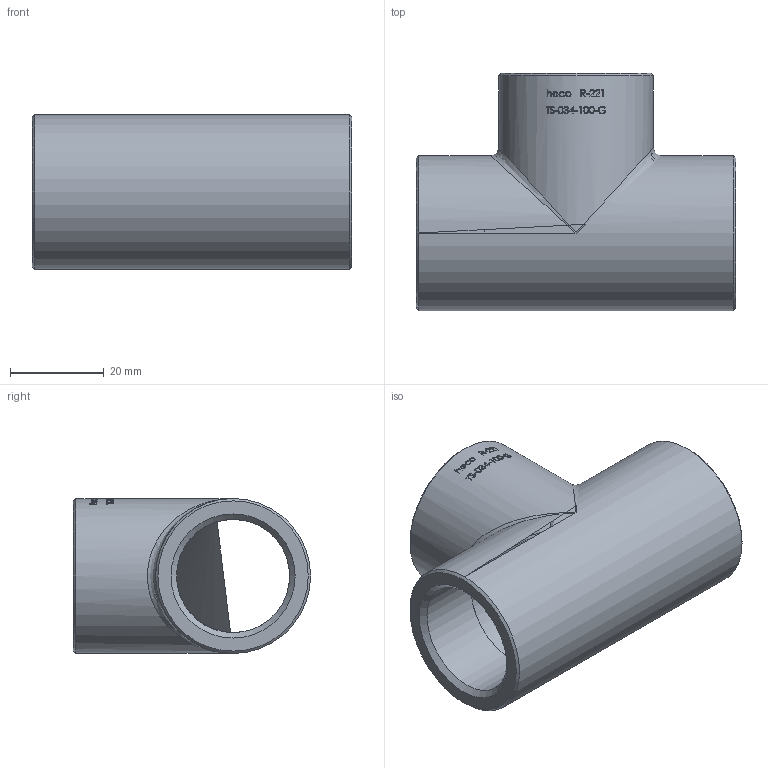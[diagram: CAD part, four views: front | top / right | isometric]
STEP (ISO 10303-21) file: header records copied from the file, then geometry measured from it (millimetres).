
FILE_DESCRIPTION (( 'STEP AP214' ), '1' );
FILE_NAME ('TS-034-100-G R-221 T-Stück 2011.STEP', '2020-11-18T08:29:52', ( '' ), ( '' ), 'SwSTEP 2.0', 'SolidWorks 2019', '' );
FILE_SCHEMA (( 'AUTOMOTIVE_DESIGN' ));
Length unit declared in the file: millimetre
Products named in the file (1): TS-034-100-G R-221 T-Stück 2011
Bounding box: 68 x 50.5 x 33 mm (x, y, z)
Volume: 33185.6 mm3; surface area: 15865.7 mm2
Topology: 1 solids, 1 shells, 51 faces, 262 edges, 235 vertices
Faces by surface type: cylinder 35, plane 6, cone 6, bspline 4
Full cylindrical faces by diameter (mm): 24.097 x2, 24.117 x3, 33 x2
Entity records: 5526 total; most frequent: CARTESIAN_POINT 3390, ORIENTED_EDGE 474, DIRECTION 253, EDGE_CURVE 237, VERTEX_POINT 233, B_SPLINE_CURVE_WITH_KNOTS 134, AXIS2_PLACEMENT_3D 110, EDGE_LOOP 100
